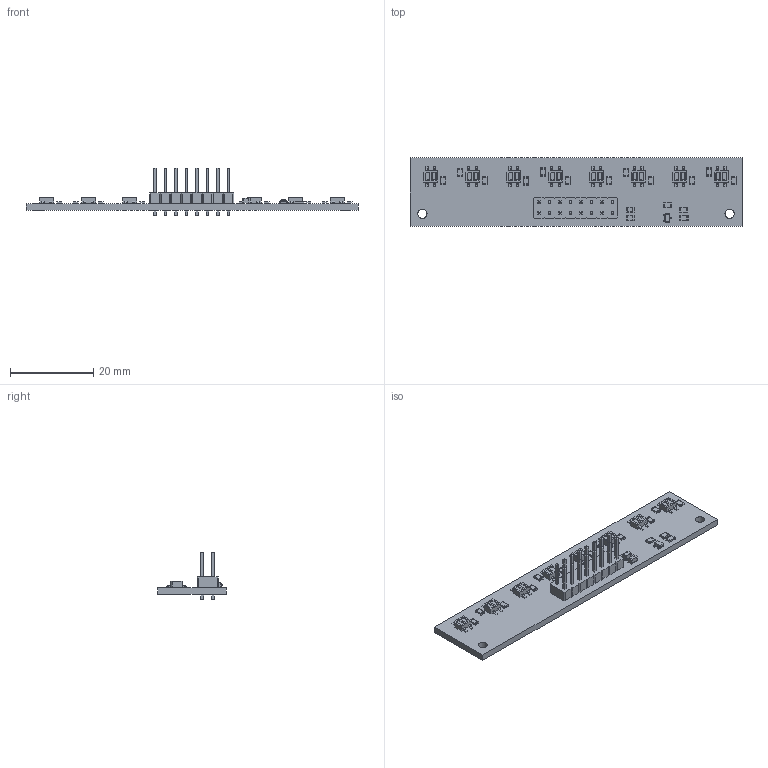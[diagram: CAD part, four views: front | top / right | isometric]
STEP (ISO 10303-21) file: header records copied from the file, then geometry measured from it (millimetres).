
FILE_DESCRIPTION(('KiCad electronic assembly'),'2;1');
FILE_NAME('Sensor_array.step','2025-03-24T20:00:11',('Pcbnew'),('Kicad') ,'Open CASCADE STEP processor 7.7','KiCad to STEP converter','Unknown' );
FILE_SCHEMA(('AUTOMOTIVE_DESIGN { 1 0 10303 214 1 1 1 1 }'));
Length unit declared in the file: millimetre
Products named in the file (12): Sensor_array 1; R_0805_2012Metric; OnSemi_CASE100CY; C_0805_2012Metric; SOT-323_SC-70; SOT_323_SC_70; PinHeader_2x08_P2.54mm_Vertical; PinHeader_2x08_P254mm_Vertical; Sensor_array_PCB
Assembly tree (33 placements, depth 3):
  Sensor_array 1
    R_0805_2012Metric  x15
      R_0805_2012Metric
    OnSemi_CASE100CY  x8
      OnSemi_CASE100CY
    C_0805_2012Metric  x2
      C_0805_2012Metric
    SOT-323_SC-70
      SOT_323_SC_70
    PinHeader_2x08_P2.54mm_Vertical
      PinHeader_2x08_P254mm_Vertical
    Sensor_array_PCB
Bounding box: 80 x 16.5 x 11.54 mm (x, y, z)
Volume: 2521.4 mm3; surface area: 4202.9 mm2
Topology: 28 solids, 28 shells, 1390 faces, 3448 edges, 2198 vertices
Faces by surface type: plane 1189, cylinder 174, bspline 27
Full cylindrical faces by diameter (mm): 1 x16, 2.2 x2
Entity records: 19809 total; most frequent: CARTESIAN_POINT 2863, ORIENTED_EDGE 2664, DIRECTION 2528, EDGE_CURVE 1332, LINE 1200, VECTOR 1200, VERTEX_POINT 827, AXIS2_PLACEMENT_3D 664
